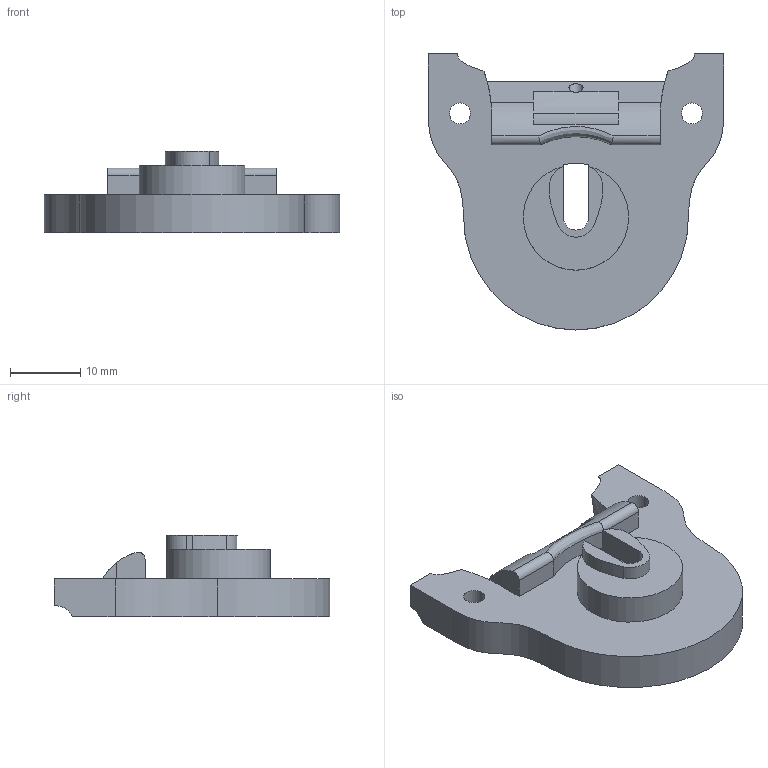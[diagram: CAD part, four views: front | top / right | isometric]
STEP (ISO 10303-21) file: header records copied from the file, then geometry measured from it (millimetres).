
FILE_DESCRIPTION(/* description */ ('STEP AP214'),/* implementation_level */ '2;1');
FILE_NAME(/* name */ '683c51ac4258294a187f42a0',/* time_stamp */ '2025-06-01T13:12:13Z',/* author */ (''),/* organization */ (''),/* preprocessor_version */ 'ST-DEVELOPER v20',/* originating_system */ 'ONSHAPE BY PTC INC, 1.198',/* authorisation */ ' ');
FILE_SCHEMA (('AUTOMOTIVE_DESIGN {1 0 10303 214 3 1 1}'));
Length unit declared in the file: metre
Products named in the file (1): Part 116
Bounding box: 42 x 39.27 x 11.6 mm (x, y, z)
Volume: 6327.9 mm3; surface area: 4093 mm2
Topology: 1 solids, 1 shells, 72 faces, 212 edges, 141 vertices
Faces by surface type: plane 32, cylinder 29, bspline 9, cone 2
Full cylindrical faces by diameter (mm): 2 x1, 3 x2, 6 x2, 18 x1, 21 x1
Entity records: 2487 total; most frequent: CARTESIAN_POINT 634, ORIENTED_EDGE 394, DIRECTION 349, EDGE_CURVE 197, VERTEX_POINT 135, AXIS2_PLACEMENT_3D 121, LINE 107, VECTOR 107
